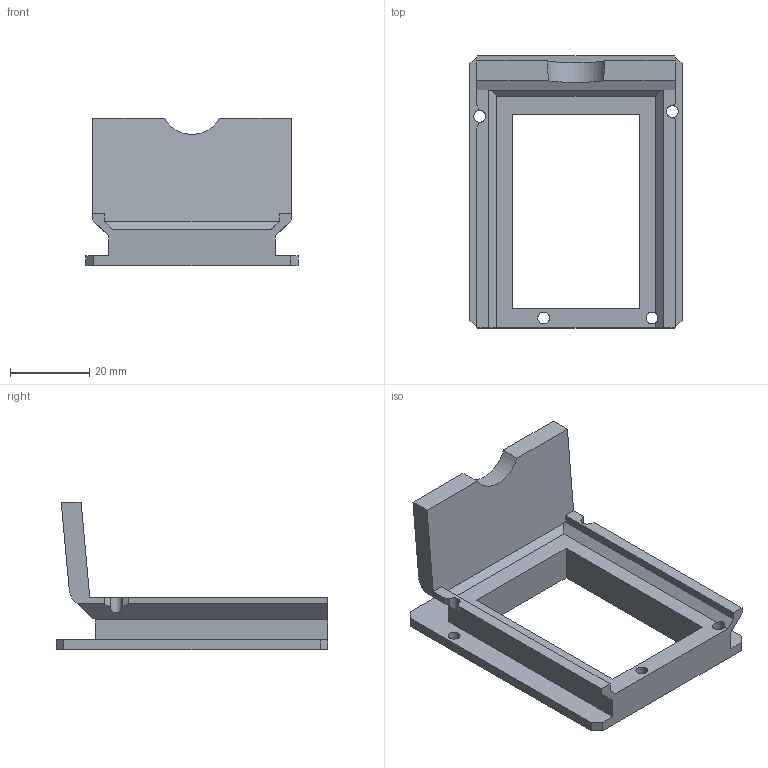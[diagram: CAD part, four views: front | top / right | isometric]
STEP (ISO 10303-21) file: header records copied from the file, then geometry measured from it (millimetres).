
FILE_DESCRIPTION(/* description */ ('STEP AP242','CAx-IF Rec.Pracs.---Representation and Presentation of Product Manufacturing Information (PMI)---4.0---2014-10-13','CAx-IF Rec.Pracs.---3D Tessellated Geometry---0.4---2014-09-14','2;1'),/* implementation_level */ '2;1');
FILE_NAME(/* name */ '659485a3be34dc4e93d64e08',/* time_stamp */ '2024-01-02T21:52:35Z',/* author */ (''),/* organization */ (''),/* preprocessor_version */ 'ST-DEVELOPER v19.4',/* originating_system */ ' ',/* authorisation */ ' ');
FILE_SCHEMA (('AP242_MANAGED_MODEL_BASED_3D_ENGINEERING_MIM_LF { 1 0 10303 442 1 1 4 }'));
Length unit declared in the file: metre
Products named in the file (1): Part 1
Bounding box: 53.5 x 68.5 x 37.1 mm (x, y, z)
Volume: 18941.6 mm3; surface area: 12672.5 mm2
Topology: 1 solids, 1 shells, 49 faces, 140 edges, 92 vertices
Faces by surface type: plane 41, cylinder 8
Full cylindrical faces by diameter (mm): 3 x4
Entity records: 1594 total; most frequent: CARTESIAN_POINT 276, ORIENTED_EDGE 270, DIRECTION 254, EDGE_CURVE 135, LINE 116, VECTOR 116, VERTEX_POINT 91, AXIS2_PLACEMENT_3D 69
